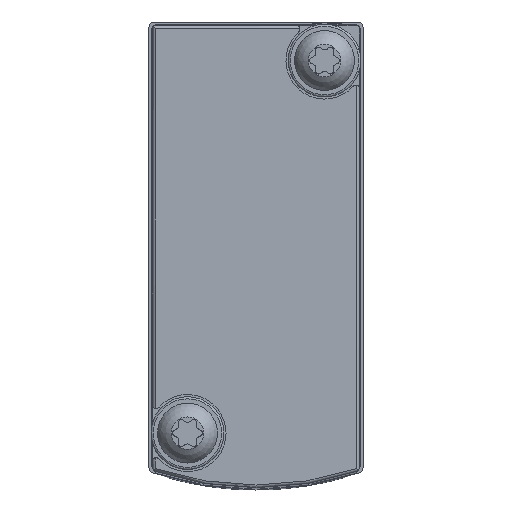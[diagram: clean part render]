
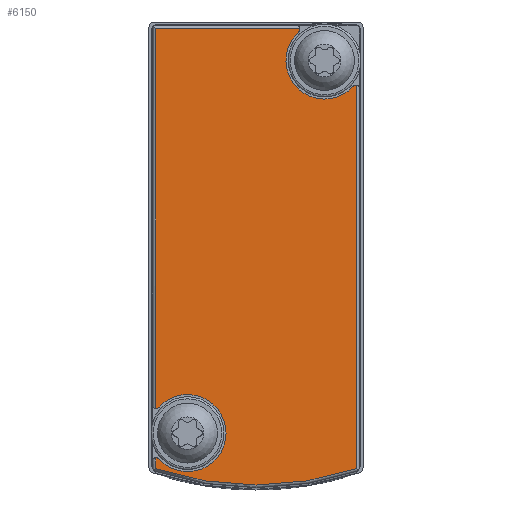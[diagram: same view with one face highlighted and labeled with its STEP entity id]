
A CAD part, front view. The second image highlights one B-rep face of the part: STEP entity #6150.
In plain terms, the highlighted planar face has unit normal (0, -1, 0).
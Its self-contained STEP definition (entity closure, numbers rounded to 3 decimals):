
#94=CIRCLE('',#6456,0.4);
#95=CIRCLE('',#6457,3.6);
#96=CIRCLE('',#6458,0.4);
#97=CIRCLE('',#6459,29.537);
#98=CIRCLE('',#6460,0.4);
#99=CIRCLE('',#6461,3.6);
#100=CIRCLE('',#6462,0.4);
#515=LINE('',#8547,#822);
#516=LINE('',#8556,#823);
#517=LINE('',#8560,#824);
#518=LINE('',#8568,#825);
#822=VECTOR('',#7055,1000.);
#823=VECTOR('',#7062,1000.);
#824=VECTOR('',#7065,1000.);
#825=VECTOR('',#7072,1000.);
#1138=ORIENTED_EDGE('',*,*,#2358,.T.);
#1139=ORIENTED_EDGE('',*,*,#2359,.F.);
#1140=ORIENTED_EDGE('',*,*,#2360,.T.);
#1141=ORIENTED_EDGE('',*,*,#2361,.F.);
#1142=ORIENTED_EDGE('',*,*,#2362,.T.);
#1143=ORIENTED_EDGE('',*,*,#2363,.T.);
#1144=ORIENTED_EDGE('',*,*,#2364,.F.);
#1145=ORIENTED_EDGE('',*,*,#2365,.F.);
#1146=ORIENTED_EDGE('',*,*,#2366,.T.);
#1147=ORIENTED_EDGE('',*,*,#2367,.F.);
#1148=ORIENTED_EDGE('',*,*,#2368,.T.);
#2358=EDGE_CURVE('',#2968,#2969,#515,.F.);
#2359=EDGE_CURVE('',#2970,#2969,#94,.T.);
#2360=EDGE_CURVE('',#2970,#2971,#95,.T.);
#2361=EDGE_CURVE('',#2972,#2971,#96,.T.);
#2362=EDGE_CURVE('',#2972,#2973,#516,.F.);
#2363=EDGE_CURVE('',#2973,#2974,#97,.T.);
#2364=EDGE_CURVE('',#2975,#2974,#517,.F.);
#2365=EDGE_CURVE('',#2976,#2975,#98,.T.);
#2366=EDGE_CURVE('',#2976,#2977,#99,.T.);
#2367=EDGE_CURVE('',#2978,#2977,#100,.T.);
#2368=EDGE_CURVE('',#2978,#2968,#518,.T.);
#2968=VERTEX_POINT('',#8548);
#2969=VERTEX_POINT('',#8549);
#2970=VERTEX_POINT('',#8551);
#2971=VERTEX_POINT('',#8553);
#2972=VERTEX_POINT('',#8555);
#2973=VERTEX_POINT('',#8557);
#2974=VERTEX_POINT('',#8559);
#2975=VERTEX_POINT('',#8561);
#2976=VERTEX_POINT('',#8563);
#2977=VERTEX_POINT('',#8565);
#2978=VERTEX_POINT('',#8567);
#3400=EDGE_LOOP('',(#1138,#1139,#1140,#1141,#1142,#1143,#1144,#1145,#1146,
#1147,#1148));
#3799=FACE_BOUND('',#3400,.T.);
#4196=PLANE('',#6455);
#6150=ADVANCED_FACE('',(#3799),#4196,.F.);
#6455=AXIS2_PLACEMENT_3D('',#8546,#7053,#7054);
#6456=AXIS2_PLACEMENT_3D('',#8550,#7056,#7057);
#6457=AXIS2_PLACEMENT_3D('',#8552,#7058,#7059);
#6458=AXIS2_PLACEMENT_3D('',#8554,#7060,#7061);
#6459=AXIS2_PLACEMENT_3D('',#8558,#7063,#7064);
#6460=AXIS2_PLACEMENT_3D('',#8562,#7066,#7067);
#6461=AXIS2_PLACEMENT_3D('',#8564,#7068,#7069);
#6462=AXIS2_PLACEMENT_3D('',#8566,#7070,#7071);
#7053=DIRECTION('',(0.,1.,0.));
#7054=DIRECTION('',(0.,0.,1.));
#7055=DIRECTION('',(-1.,0.,0.));
#7056=DIRECTION('',(0.,1.,0.));
#7057=DIRECTION('',(1.,0.,0.));
#7058=DIRECTION('',(0.,1.,0.));
#7059=DIRECTION('',(1.,0.,0.));
#7060=DIRECTION('',(0.,1.,0.));
#7061=DIRECTION('',(1.,0.,0.));
#7062=DIRECTION('',(-1.,0.,0.));
#7063=DIRECTION('',(0.,-1.,0.));
#7064=DIRECTION('',(0.,0.,-1.));
#7065=DIRECTION('',(-1.,0.,0.));
#7066=DIRECTION('',(0.,1.,0.));
#7067=DIRECTION('',(1.,0.,0.));
#7068=DIRECTION('',(0.,1.,0.));
#7069=DIRECTION('',(1.,0.,0.));
#7070=DIRECTION('',(0.,1.,0.));
#7071=DIRECTION('',(1.,0.,0.));
#7072=DIRECTION('',(0.,0.,-1.));
#8546=CARTESIAN_POINT('',(-20.25,-13.2,-9.25));
#8547=CARTESIAN_POINT('',(25.,-13.2,-9.387));
#8548=CARTESIAN_POINT('',(-20.387,-13.2,-9.387));
#8549=CARTESIAN_POINT('',(15.097,-13.2,-9.387));
#8550=CARTESIAN_POINT('',(14.699,-13.2,-9.35));
#8551=CARTESIAN_POINT('',(14.969,-13.2,-9.055));
#8552=CARTESIAN_POINT('',(17.4,-13.2,-6.4));
#8553=CARTESIAN_POINT('',(19.831,-13.2,-9.055));
#8554=CARTESIAN_POINT('',(20.101,-13.2,-9.35));
#8555=CARTESIAN_POINT('',(19.703,-13.2,-9.387));
#8556=CARTESIAN_POINT('',(25.,-13.2,-9.387));
#8557=CARTESIAN_POINT('',(20.722,-13.2,-9.387));
#8558=CARTESIAN_POINT('',(-7.284,-13.2,0.));
#8559=CARTESIAN_POINT('',(20.722,-13.2,9.387));
#8560=CARTESIAN_POINT('',(25.,-13.2,9.387));
#8561=CARTESIAN_POINT('',(-15.097,-13.2,9.387));
#8562=CARTESIAN_POINT('',(-14.699,-13.2,9.35));
#8563=CARTESIAN_POINT('',(-14.969,-13.2,9.055));
#8564=CARTESIAN_POINT('',(-17.4,-13.2,6.4));
#8565=CARTESIAN_POINT('',(-20.055,-13.2,3.969));
#8566=CARTESIAN_POINT('',(-20.35,-13.2,3.699));
#8567=CARTESIAN_POINT('',(-20.387,-13.2,4.097));
#8568=CARTESIAN_POINT('',(-20.387,-13.2,10.));
